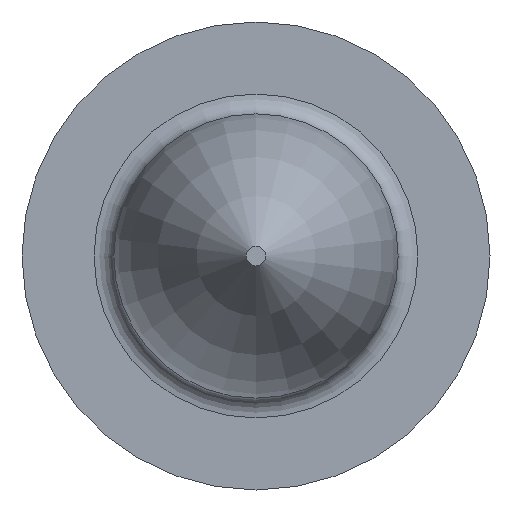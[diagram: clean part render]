
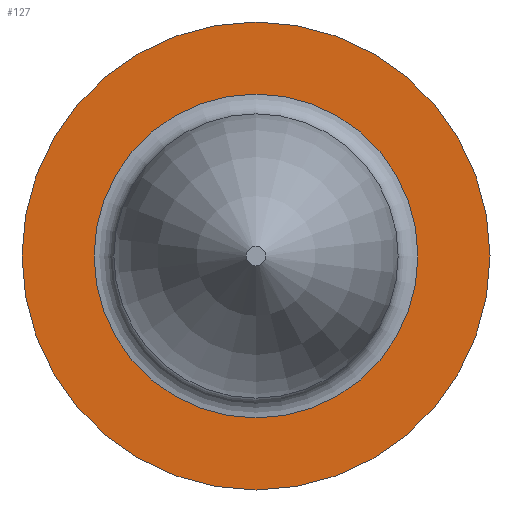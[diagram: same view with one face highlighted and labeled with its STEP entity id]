
A CAD part, front view. The second image highlights one B-rep face of the part: STEP entity #127.
In plain terms, the highlighted planar face has unit normal (0, -1, 0).
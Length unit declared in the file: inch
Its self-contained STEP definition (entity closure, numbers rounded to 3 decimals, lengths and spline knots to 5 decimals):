
#3 = PLANE ( 'NONE',  #391 ) ;
#27 = ORIENTED_EDGE ( 'NONE', *, *, #276, .F. ) ;
#33 = VERTEX_POINT ( 'NONE', #271 ) ;
#34 = EDGE_LOOP ( 'NONE', ( #27 ) ) ;
#71 = CARTESIAN_POINT ( 'NONE',  ( 0.0072, 0., 0. ) ) ;
#74 = DIRECTION ( 'NONE',  ( 0., 0., 1. ) ) ;
#107 = CARTESIAN_POINT ( 'NONE',  ( 0., 0., 0. ) ) ;
#114 = CARTESIAN_POINT ( 'NONE',  ( 0., 0., 0.01185 ) ) ;
#127 = ADVANCED_FACE ( 'NONE', ( #290, #181 ), #3, .T. ) ;
#149 = CIRCLE ( 'NONE', #192, 0.0082 ) ;
#172 = CARTESIAN_POINT ( 'NONE',  ( 0., 0., 0. ) ) ;
#180 = CIRCLE ( 'NONE', #294, 0.01185 ) ;
#181 = FACE_OUTER_BOUND ( 'NONE', #34, .T. ) ;
#192 = AXIS2_PLACEMENT_3D ( 'NONE', #107, #356, #235 ) ;
#214 = EDGE_CURVE ( 'NONE', #33, #33, #149, .T. ) ;
#235 = DIRECTION ( 'NONE',  ( 0., 0., -1. ) ) ;
#258 = DIRECTION ( 'NONE',  ( 0., -1., 0. ) ) ;
#265 = VERTEX_POINT ( 'NONE', #114 ) ;
#271 = CARTESIAN_POINT ( 'NONE',  ( 0., 0., -0.0082 ) ) ;
#276 = EDGE_CURVE ( 'NONE', #265, #265, #180, .T. ) ;
#290 = FACE_BOUND ( 'NONE', #321, .T. ) ;
#292 = DIRECTION ( 'NONE',  ( 0., 0., -1. ) ) ;
#294 = AXIS2_PLACEMENT_3D ( 'NONE', #172, #361, #74 ) ;
#321 = EDGE_LOOP ( 'NONE', ( #404 ) ) ;
#356 = DIRECTION ( 'NONE',  ( 0., 1., 0. ) ) ;
#361 = DIRECTION ( 'NONE',  ( 0., 1., 0. ) ) ;
#391 = AXIS2_PLACEMENT_3D ( 'NONE', #71, #258, #292 ) ;
#404 = ORIENTED_EDGE ( 'NONE', *, *, #214, .T. ) ;
